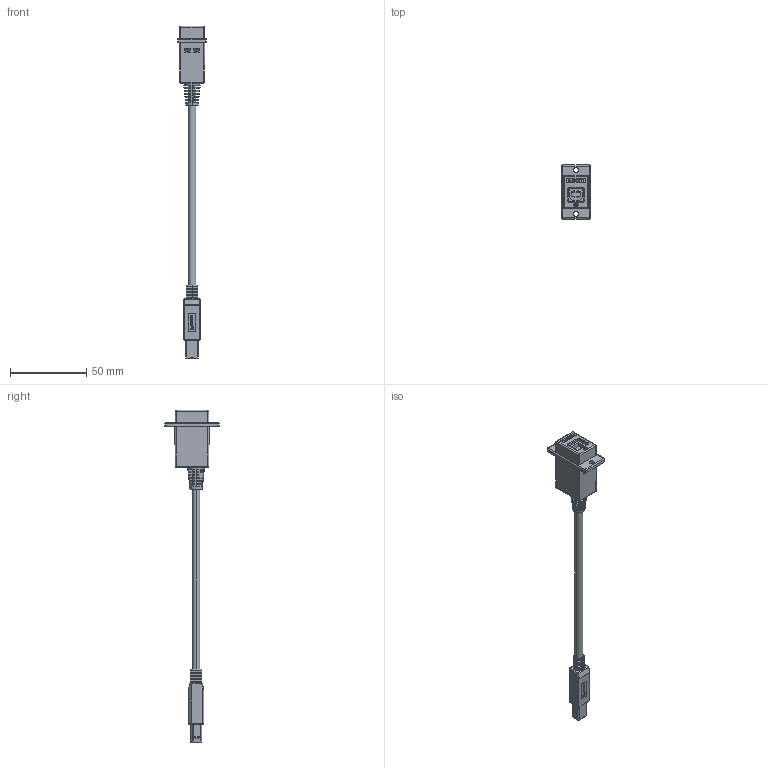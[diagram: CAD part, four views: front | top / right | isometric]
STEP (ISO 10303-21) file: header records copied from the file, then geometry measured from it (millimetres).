
FILE_DESCRIPTION (( 'STEP AP214' ), '1' );
FILE_NAME ('ECF504-BBS.STEP', '2014-01-07T14:55:57', ( 'x' ), ( '' ), 'SwSTEP 2.0', 'SolidWorks 2012', '' );
FILE_SCHEMA (( 'AUTOMOTIVE_DESIGN' ));
Length unit declared in the file: inch
Products named in the file (17): 1AG01-087_TYPE A; 1AG01-150 REAR COVER FOR SR_TYPE B; 3AB06-026_WITH NEW LOGO; MTN-160_WITH NEW LOGO; 1AA05-004; 1AA05-004-MA2_NOT CRIMPED; 1AA05-004-MA1; 1AA05-004 COMBINE___; 1AA05-045-MA2; 1AA05-045-MA1; 1AA05-004(USB B STR MALE SOLDER TYPE HOUSING ASSEMBLY)___; 1AL08-098_SP49155 (8" OAL REP); MTN-465; 3AC11-016; 1AA05-033_with pin numbers; 1BC01-027; ECF504-BBS
Assembly tree (18 placements, depth 5):
  ECF504-BBS
    3AC11-016
      1BC01-027
      1AA05-033_with pin numbers
    MTN-465
    1AL08-098_SP49155 (8" OAL REP)
    3AB06-026_WITH NEW LOGO
      1AA05-004
        1AA05-004 COMBINE___
          1AA05-004(USB B STR MALE SOLDER TYPE HOUSING ASSEMBLY)___
          1AA05-045-MA1  x2
          1AA05-045-MA2  x2
        1AA05-004-MA1
        1AA05-004-MA2_NOT CRIMPED
      MTN-160_WITH NEW LOGO
    1AG01-150 REAR COVER FOR SR_TYPE B
    1AG01-087_TYPE A
Bounding box: 19.05 x 35.56 x 217.99 mm (x, y, z)
Volume: 15560.8 mm3; surface area: 18803.4 mm2
Topology: 19 solids, 19 shells, 2277 faces, 6000 edges, 3830 vertices
Faces by surface type: plane 1297, cylinder 474, bspline 390, torus 74, sphere 32, cone 10
Entity records: 83620 total; most frequent: CARTESIAN_POINT 28643, ORIENTED_EDGE 11452, DIRECTION 9421, EDGE_CURVE 5726, VECTOR 3887, LINE 3887, VERTEX_POINT 3678, AXIS2_PLACEMENT_3D 2767
